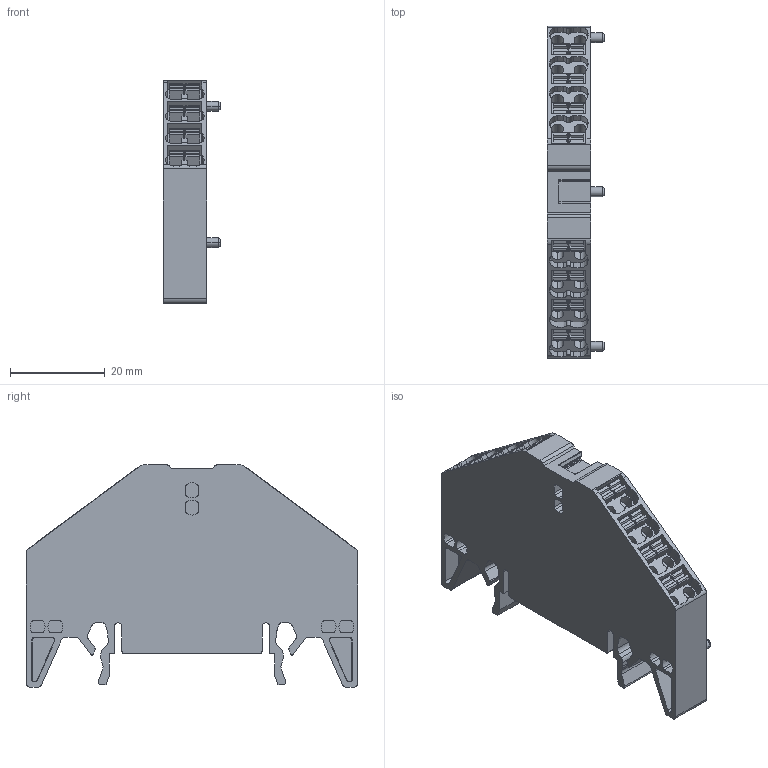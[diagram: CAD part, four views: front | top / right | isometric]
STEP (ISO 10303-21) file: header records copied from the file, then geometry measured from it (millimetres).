
FILE_DESCRIPTION(('CATIA V5 STEP Exchange','CAx-IF Rec.Pracs.--- Model Styling and Organization---1.4--- 2014-01-23'),'2;1');
FILE_NAME ('010072-2_0', '2021-03-15T09:22:35+00:00', ('none'), ('Weidmueller'), 'CATIA Version 5-6 Release 2016 SP3 HF44', 'CATIA V5 STEP AP214', 'none');
FILE_SCHEMA(('AUTOMOTIVE_DESIGN { 1 0 10303 214 1 1 1 1 }'));
Length unit declared in the file: millimetre
Products named in the file (1): 1267920000
Bounding box: 12.2 x 70 x 47 mm (x, y, z)
Volume: 18637.6 mm3; surface area: 10679.9 mm2
Topology: 17 solids, 19 shells, 956 faces, 2662 edges, 1785 vertices
Faces by surface type: plane 533, cylinder 272, cone 127, bspline 16, extrusion 8
Entity records: 31871 total; most frequent: CARTESIAN_POINT 8916, ORIENTED_EDGE 5324, DIRECTION 3724, EDGE_CURVE 2662, VERTEX_POINT 1785, VECTOR 1685, LINE 1677, AXIS2_PLACEMENT_3D 1219
